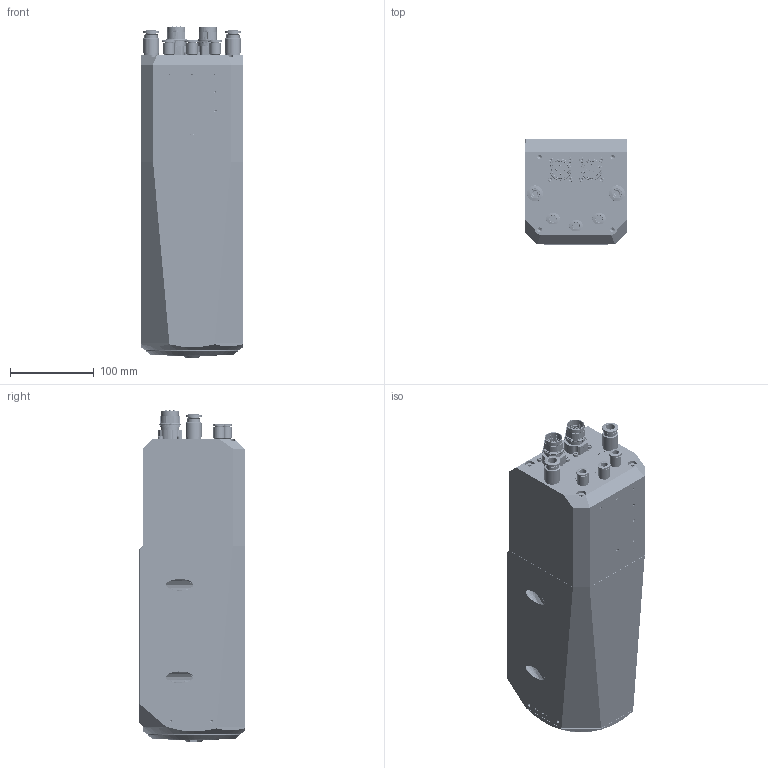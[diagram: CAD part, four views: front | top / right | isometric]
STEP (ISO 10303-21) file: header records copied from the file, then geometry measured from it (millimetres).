
FILE_DESCRIPTION(('FreeCAD Model'),'2;1');
FILE_NAME('Open CASCADE Shape Model','2025-04-27T10:18:01',('FreeCAD'),( 'FreeCAD'),'Open CASCADE STEP processor 7.6','FreeCAD','Unknown');
FILE_SCHEMA(('AUTOMOTIVE_DESIGN { 1 0 10303 214 1 1 1 1 }'));
Products named in the file (1): Open CASCADE STEP translator 7.6 1
Bounding box: 121.47 x 125.61 x 396.9 mm (x, y, z)
Volume: 5039939.8 mm3; surface area: 685782.7 mm2
Topology: 90 solids, 90 shells, 6485 faces, 16587 edges, 10677 vertices
Faces by surface type: bspline 6485
Entity records: 264376 total; most frequent: CARTESIAN_POINT 166761, ORIENTED_EDGE 32754, EDGE_CURVE 16377, B_SPLINE_CURVE_WITH_KNOTS 12607, VERTEX_POINT 10677, FACE_BOUND 7338, EDGE_LOOP 7338, ADVANCED_FACE 6485
